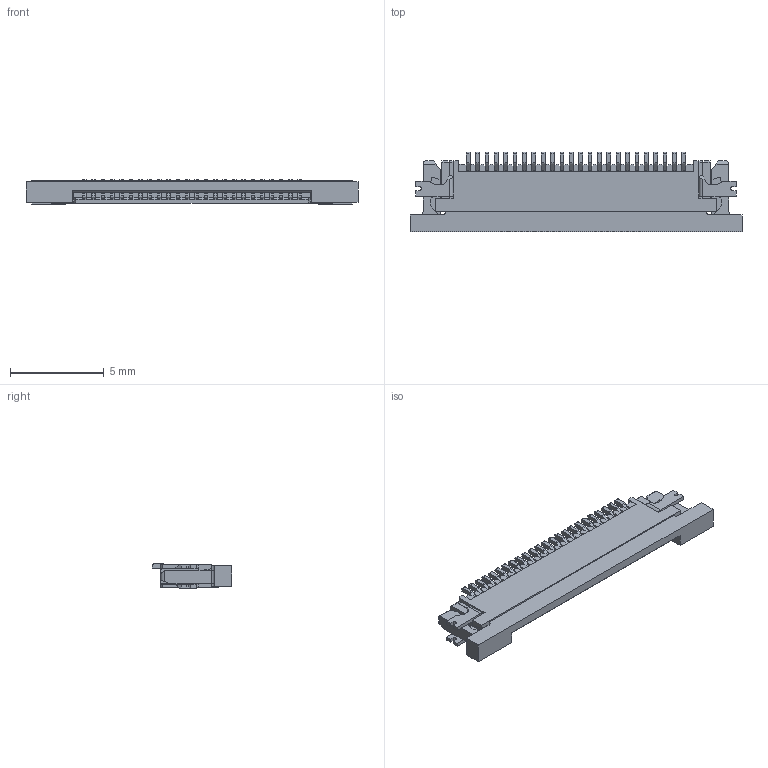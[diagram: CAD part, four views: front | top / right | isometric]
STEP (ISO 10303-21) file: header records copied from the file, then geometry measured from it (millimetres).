
FILE_DESCRIPTION(('STEP AP242'),'1');
FILE_NAME('687124183622.stp','2021-05-23T16:53:24',('TraceParts'),('TraceParts S.A.'),'Spatial InterOp 3D',' ',' ');
FILE_SCHEMA(('AP242_MANAGED_MODEL_BASED_3D_ENGINEERING_MIM_LF {1 0 10303 442 1 1 4}'));
Length unit declared in the file: millimetre
Products named in the file (1): 687124183622_1
Bounding box: 17.7 x 4.25 x 1.29 mm (x, y, z)
Volume: 53.5 mm3; surface area: 468.9 mm2
Topology: 28 solids, 28 shells, 1801 faces, 5385 edges, 3546 vertices
Faces by surface type: plane 1276, cylinder 525
Entity records: 60717 total; most frequent: ORIENTED_EDGE 10770, CARTESIAN_POINT 10760, DIRECTION 10097, EDGE_CURVE 5385, LINE 4331, VECTOR 4331, VERTEX_POINT 3546, AXIS2_PLACEMENT_3D 2883
